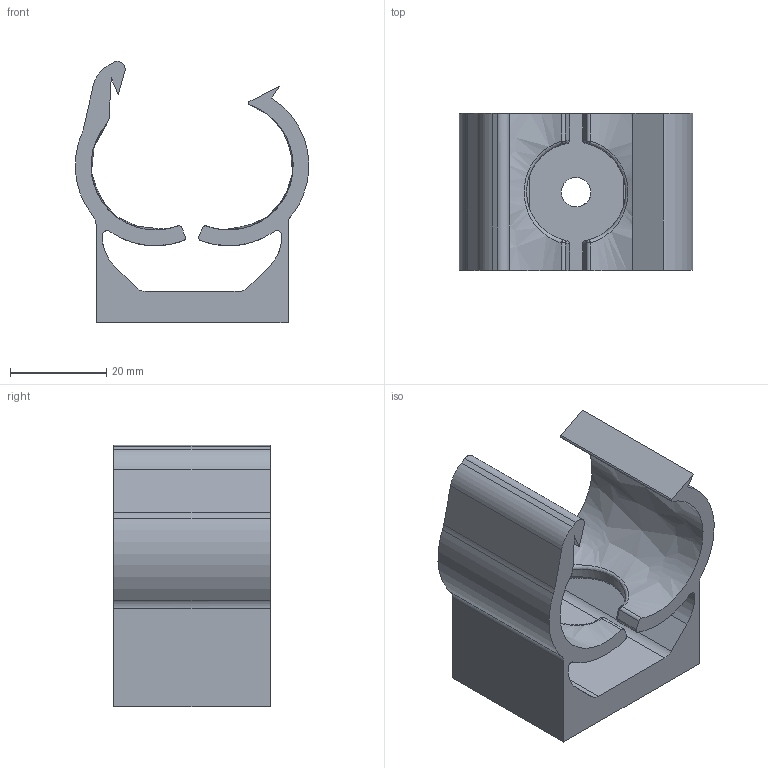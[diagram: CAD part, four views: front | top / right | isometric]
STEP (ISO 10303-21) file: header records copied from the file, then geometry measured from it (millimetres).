
FILE_DESCRIPTION(('FreeCAD Model'),'2;1');
FILE_NAME('Open CASCADE Shape Model','2025-05-03T20:12:09',('FreeCAD'),( 'FreeCAD'),'Open CASCADE STEP processor 7.6','FreeCAD','Unknown');
FILE_SCHEMA(('AUTOMOTIVE_DESIGN { 1 0 10303 214 1 1 1 1 }'));
Length unit declared in the file: millimetre
Products named in the file (1): Open CASCADE STEP translator 7.6 1
Bounding box: 48.54 x 32.65 x 54.35 mm (x, y, z)
Volume: 22022 mm3; surface area: 12547.3 mm2
Topology: 1 solids, 1 shells, 67 faces, 171 edges, 106 vertices
Faces by surface type: bspline 67
Entity records: 2254 total; most frequent: CARTESIAN_POINT 1293, ORIENTED_EDGE 342, EDGE_CURVE 171, VERTEX_POINT 106, B_SPLINE_CURVE_WITH_KNOTS 91, FACE_BOUND 69, EDGE_LOOP 69, ADVANCED_FACE 67
